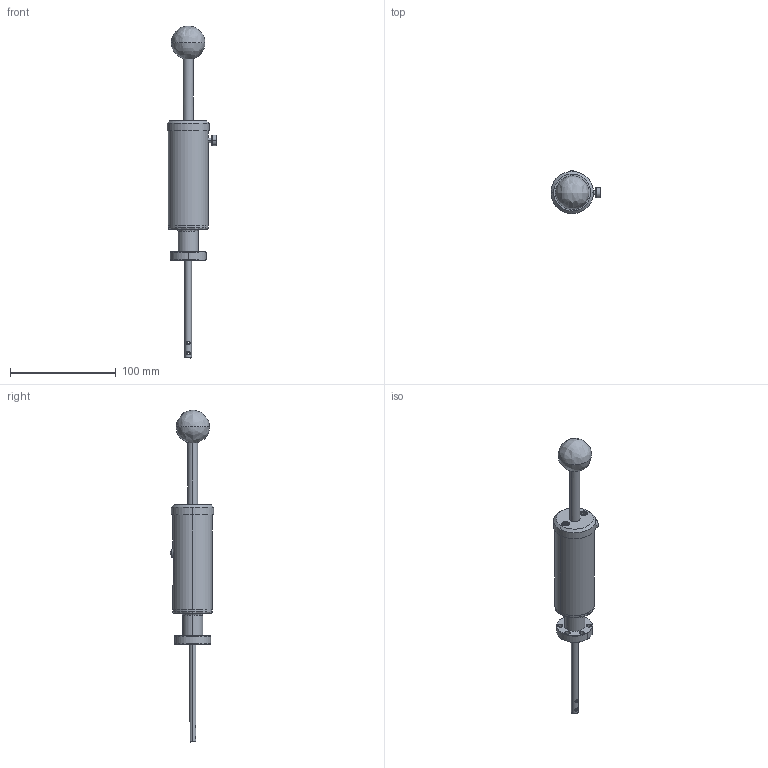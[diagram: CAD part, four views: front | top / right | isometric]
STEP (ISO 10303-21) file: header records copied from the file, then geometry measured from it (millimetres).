
FILE_DESCRIPTION (( 'STEP AP214' ), '1' );
FILE_NAME ('Hositrad_H112050-CF15-25.4mm.STEP', '2023-06-21T11:56:35', ( '' ), ( '' ), 'SwSTEP 2.0', 'SolidWorks 2022', '' );
FILE_SCHEMA (( 'AUTOMOTIVE_DESIGN' ));
Length unit declared in the file: millimetre
Products named in the file (1): Hositrad_H112050-CF15-25.4mm
Bounding box: 47.21 x 41.19 x 313.7 mm (x, y, z)
Volume: 149096.7 mm3; surface area: 30388.3 mm2
Topology: 1 solids, 1 shells, 640 faces, 1686 edges, 1078 vertices
Faces by surface type: plane 304, cylinder 177, cone 124, bspline 35
Entity records: 26741 total; most frequent: CARTESIAN_POINT 10026, DIRECTION 3424, ORIENTED_EDGE 3364, EDGE_CURVE 1682, AXIS2_PLACEMENT_3D 1277, VERTEX_POINT 1078, VECTOR 870, LINE 870
